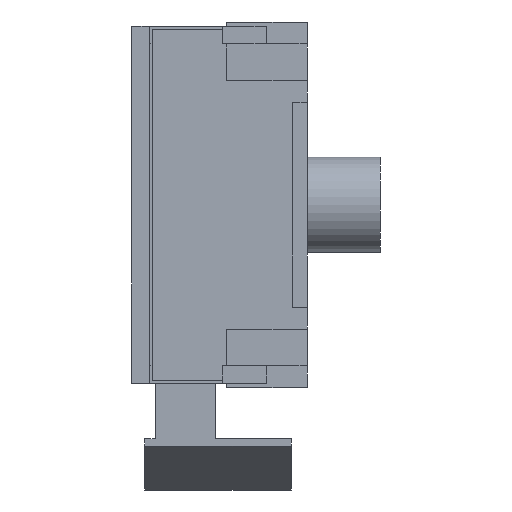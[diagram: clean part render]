
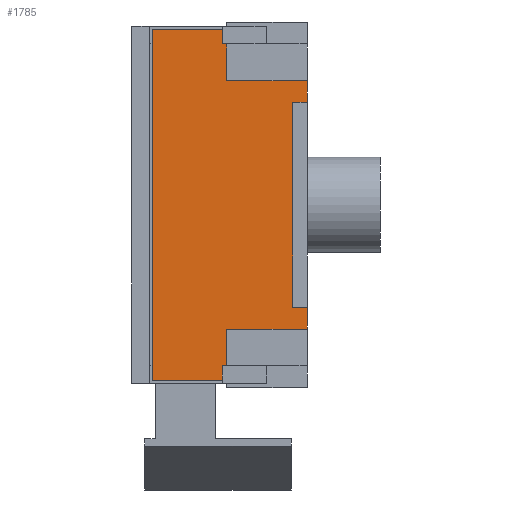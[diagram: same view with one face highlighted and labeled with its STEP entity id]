
A CAD part, left-side view. The second image highlights one B-rep face of the part: STEP entity #1785.
In plain terms, the highlighted planar face has unit normal (-1, 0, 0).
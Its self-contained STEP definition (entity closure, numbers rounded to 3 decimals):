
#14 = LINE ( 'NONE', #4423, #1389 ) ;
#26 = ORIENTED_EDGE ( 'NONE', *, *, #1131, .T. ) ;
#36 = LINE ( 'NONE', #1396, #1157 ) ;
#39 = VECTOR ( 'NONE', #3687, 1000. ) ;
#49 = CARTESIAN_POINT ( 'NONE',  ( -1.5, 1.06, 1.22 ) ) ;
#60 = CARTESIAN_POINT ( 'NONE',  ( -1.5, 1.06, -1.2 ) ) ;
#107 = CARTESIAN_POINT ( 'NONE',  ( -1.5, 0.55, 1.1 ) ) ;
#118 = EDGE_CURVE ( 'NONE', #2283, #1539, #2476, .T. ) ;
#148 = LINE ( 'NONE', #925, #1036 ) ;
#201 = CARTESIAN_POINT ( 'NONE',  ( -1.5, 0.1, -0.7 ) ) ;
#230 = VECTOR ( 'NONE', #1748, 1000. ) ;
#328 = VECTOR ( 'NONE', #1779, 1000. ) ;
#364 = EDGE_CURVE ( 'NONE', #1539, #4030, #1717, .T. ) ;
#375 = VERTEX_POINT ( 'NONE', #3757 ) ;
#436 = DIRECTION ( 'NONE',  ( 0., 0., -1. ) ) ;
#465 = EDGE_CURVE ( 'NONE', #4030, #4146, #3035, .T. ) ;
#556 = DIRECTION ( 'NONE',  ( 0., 0., -1. ) ) ;
#622 = VERTEX_POINT ( 'NONE', #1274 ) ;
#730 = CARTESIAN_POINT ( 'NONE',  ( -1.5, 0., -0.7 ) ) ;
#738 = CARTESIAN_POINT ( 'NONE',  ( -1.5, 1.06, -1.1 ) ) ;
#775 = LINE ( 'NONE', #2480, #328 ) ;
#899 = VECTOR ( 'NONE', #2408, 1000. ) ;
#925 = CARTESIAN_POINT ( 'NONE',  ( -1.5, 0.58, 1.22 ) ) ;
#975 = EDGE_CURVE ( 'NONE', #4422, #1015, #36, .T. ) ;
#1015 = VERTEX_POINT ( 'NONE', #730 ) ;
#1023 = FACE_OUTER_BOUND ( 'NONE', #3925, .T. ) ;
#1036 = VECTOR ( 'NONE', #556, 1000. ) ;
#1046 = CARTESIAN_POINT ( 'NONE',  ( -1.5, 1.06, 0.7 ) ) ;
#1052 = VERTEX_POINT ( 'NONE', #60 ) ;
#1098 = VECTOR ( 'NONE', #1863, 1000. ) ;
#1131 = EDGE_CURVE ( 'NONE', #1986, #1052, #1818, .T. ) ;
#1157 = VECTOR ( 'NONE', #2786, 1000. ) ;
#1188 = DIRECTION ( 'NONE',  ( 0., 1., 0. ) ) ;
#1209 = ORIENTED_EDGE ( 'NONE', *, *, #2017, .F. ) ;
#1214 = VECTOR ( 'NONE', #3606, 1000. ) ;
#1274 = CARTESIAN_POINT ( 'NONE',  ( -1.5, 0., 0.7 ) ) ;
#1334 = LINE ( 'NONE', #3086, #39 ) ;
#1355 = CARTESIAN_POINT ( 'NONE',  ( -1.5, 1.06, 1.1 ) ) ;
#1371 = VERTEX_POINT ( 'NONE', #107 ) ;
#1389 = VECTOR ( 'NONE', #1606, 1000. ) ;
#1396 = CARTESIAN_POINT ( 'NONE',  ( -1.5, 1.06, -0.7 ) ) ;
#1432 = ORIENTED_EDGE ( 'NONE', *, *, #4104, .F. ) ;
#1539 = VERTEX_POINT ( 'NONE', #2510 ) ;
#1540 = CARTESIAN_POINT ( 'NONE',  ( -1.5, 0.55, -0.85 ) ) ;
#1580 = CARTESIAN_POINT ( 'NONE',  ( -1.5, 0.58, -1.2 ) ) ;
#1606 = DIRECTION ( 'NONE',  ( 0., -1., 0. ) ) ;
#1655 = VECTOR ( 'NONE', #436, 1000. ) ;
#1717 = LINE ( 'NONE', #738, #230 ) ;
#1720 = VECTOR ( 'NONE', #3660, 1000. ) ;
#1748 = DIRECTION ( 'NONE',  ( 0., 1., 0. ) ) ;
#1753 = LINE ( 'NONE', #1355, #2010 ) ;
#1779 = DIRECTION ( 'NONE',  ( 0., 0., -1. ) ) ;
#1785 = ADVANCED_FACE ( 'NONE', ( #1023 ), #2388, .F. ) ;
#1790 = VECTOR ( 'NONE', #4256, 1000. ) ;
#1805 = ORIENTED_EDGE ( 'NONE', *, *, #118, .F. ) ;
#1818 = LINE ( 'NONE', #3198, #1790 ) ;
#1827 = CARTESIAN_POINT ( 'NONE',  ( -1.5, 0., -0.85 ) ) ;
#1838 = ORIENTED_EDGE ( 'NONE', *, *, #3739, .F. ) ;
#1863 = DIRECTION ( 'NONE',  ( 0., 0., -1. ) ) ;
#1905 = CARTESIAN_POINT ( 'NONE',  ( -1.5, 0.58, 1.1 ) ) ;
#1986 = VERTEX_POINT ( 'NONE', #4093 ) ;
#2003 = ORIENTED_EDGE ( 'NONE', *, *, #2838, .F. ) ;
#2010 = VECTOR ( 'NONE', #2086, 1000. ) ;
#2017 = EDGE_CURVE ( 'NONE', #4146, #1052, #1334, .T. ) ;
#2030 = EDGE_CURVE ( 'NONE', #1986, #4304, #14, .T. ) ;
#2086 = DIRECTION ( 'NONE',  ( 0., -1., 0. ) ) ;
#2103 = EDGE_CURVE ( 'NONE', #622, #2869, #3021, .T. ) ;
#2173 = CARTESIAN_POINT ( 'NONE',  ( -1.5, 0.58, 1.2 ) ) ;
#2185 = CARTESIAN_POINT ( 'NONE',  ( -1.5, 0., 1.22 ) ) ;
#2268 = CARTESIAN_POINT ( 'NONE',  ( -1.5, 1.06, 0.85 ) ) ;
#2273 = VERTEX_POINT ( 'NONE', #3295 ) ;
#2283 = VERTEX_POINT ( 'NONE', #1540 ) ;
#2338 = LINE ( 'NONE', #2268, #1720 ) ;
#2351 = ORIENTED_EDGE ( 'NONE', *, *, #465, .F. ) ;
#2388 = PLANE ( 'NONE',  #2519 ) ;
#2408 = DIRECTION ( 'NONE',  ( 0., 1., 0. ) ) ;
#2414 = LINE ( 'NONE', #2477, #3108 ) ;
#2476 = LINE ( 'NONE', #4200, #1214 ) ;
#2477 = CARTESIAN_POINT ( 'NONE',  ( -1.5, 0.55, 1.22 ) ) ;
#2480 = CARTESIAN_POINT ( 'NONE',  ( -1.5, 0.1, 1.22 ) ) ;
#2486 = LINE ( 'NONE', #2810, #1655 ) ;
#2510 = CARTESIAN_POINT ( 'NONE',  ( -1.5, 0.55, -1.1 ) ) ;
#2519 = AXIS2_PLACEMENT_3D ( 'NONE', #49, #2733, #3443 ) ;
#2727 = VERTEX_POINT ( 'NONE', #1827 ) ;
#2733 = DIRECTION ( 'NONE',  ( 1., 0., 0. ) ) ;
#2786 = DIRECTION ( 'NONE',  ( 0., -1., 0. ) ) ;
#2790 = ORIENTED_EDGE ( 'NONE', *, *, #3202, .F. ) ;
#2810 = CARTESIAN_POINT ( 'NONE',  ( -1.5, 0., 1.22 ) ) ;
#2818 = ORIENTED_EDGE ( 'NONE', *, *, #3250, .F. ) ;
#2838 = EDGE_CURVE ( 'NONE', #1015, #2727, #2486, .T. ) ;
#2855 = CARTESIAN_POINT ( 'NONE',  ( -1.5, 0.1, 0.7 ) ) ;
#2869 = VERTEX_POINT ( 'NONE', #2855 ) ;
#2898 = LINE ( 'NONE', #4277, #3960 ) ;
#2999 = ORIENTED_EDGE ( 'NONE', *, *, #2103, .F. ) ;
#3011 = CARTESIAN_POINT ( 'NONE',  ( -1.5, 0.58, 1.22 ) ) ;
#3017 = VECTOR ( 'NONE', #4081, 1000. ) ;
#3020 = VERTEX_POINT ( 'NONE', #1905 ) ;
#3021 = LINE ( 'NONE', #1046, #899 ) ;
#3035 = LINE ( 'NONE', #3011, #3017 ) ;
#3086 = CARTESIAN_POINT ( 'NONE',  ( -1.5, 1.06, -1.2 ) ) ;
#3108 = VECTOR ( 'NONE', #3426, 1000. ) ;
#3198 = CARTESIAN_POINT ( 'NONE',  ( -1.5, 1.06, -1.22 ) ) ;
#3202 = EDGE_CURVE ( 'NONE', #2869, #4422, #775, .T. ) ;
#3219 = LINE ( 'NONE', #2185, #1098 ) ;
#3250 = EDGE_CURVE ( 'NONE', #4304, #3020, #148, .T. ) ;
#3254 = ORIENTED_EDGE ( 'NONE', *, *, #3444, .F. ) ;
#3295 = CARTESIAN_POINT ( 'NONE',  ( -1.5, 0., 0.85 ) ) ;
#3350 = EDGE_CURVE ( 'NONE', #2727, #2283, #2898, .T. ) ;
#3426 = DIRECTION ( 'NONE',  ( 0., 0., -1. ) ) ;
#3443 = DIRECTION ( 'NONE',  ( 0., 0., -1. ) ) ;
#3444 = EDGE_CURVE ( 'NONE', #1371, #375, #2414, .T. ) ;
#3606 = DIRECTION ( 'NONE',  ( 0., 0., -1. ) ) ;
#3645 = ORIENTED_EDGE ( 'NONE', *, *, #3688, .F. ) ;
#3660 = DIRECTION ( 'NONE',  ( 0., -1., 0. ) ) ;
#3687 = DIRECTION ( 'NONE',  ( 0., 1., 0. ) ) ;
#3688 = EDGE_CURVE ( 'NONE', #2273, #622, #3219, .T. ) ;
#3739 = EDGE_CURVE ( 'NONE', #3020, #1371, #1753, .T. ) ;
#3757 = CARTESIAN_POINT ( 'NONE',  ( -1.5, 0.55, 0.85 ) ) ;
#3775 = ORIENTED_EDGE ( 'NONE', *, *, #975, .F. ) ;
#3925 = EDGE_LOOP ( 'NONE', ( #3775, #2790, #2999, #3645, #1432, #3254, #1838, #2818, #4228, #26, #1209, #2351, #4187, #1805, #4406, #2003 ) ) ;
#3960 = VECTOR ( 'NONE', #1188, 1000. ) ;
#4030 = VERTEX_POINT ( 'NONE', #4140 ) ;
#4081 = DIRECTION ( 'NONE',  ( 0., 0., -1. ) ) ;
#4093 = CARTESIAN_POINT ( 'NONE',  ( -1.5, 1.06, 1.2 ) ) ;
#4104 = EDGE_CURVE ( 'NONE', #375, #2273, #2338, .T. ) ;
#4140 = CARTESIAN_POINT ( 'NONE',  ( -1.5, 0.58, -1.1 ) ) ;
#4146 = VERTEX_POINT ( 'NONE', #1580 ) ;
#4187 = ORIENTED_EDGE ( 'NONE', *, *, #364, .F. ) ;
#4200 = CARTESIAN_POINT ( 'NONE',  ( -1.5, 0.55, 1.22 ) ) ;
#4228 = ORIENTED_EDGE ( 'NONE', *, *, #2030, .F. ) ;
#4256 = DIRECTION ( 'NONE',  ( 0., 0., -1. ) ) ;
#4277 = CARTESIAN_POINT ( 'NONE',  ( -1.5, 1.06, -0.85 ) ) ;
#4304 = VERTEX_POINT ( 'NONE', #2173 ) ;
#4406 = ORIENTED_EDGE ( 'NONE', *, *, #3350, .F. ) ;
#4422 = VERTEX_POINT ( 'NONE', #201 ) ;
#4423 = CARTESIAN_POINT ( 'NONE',  ( -1.5, 1.06, 1.2 ) ) ;
